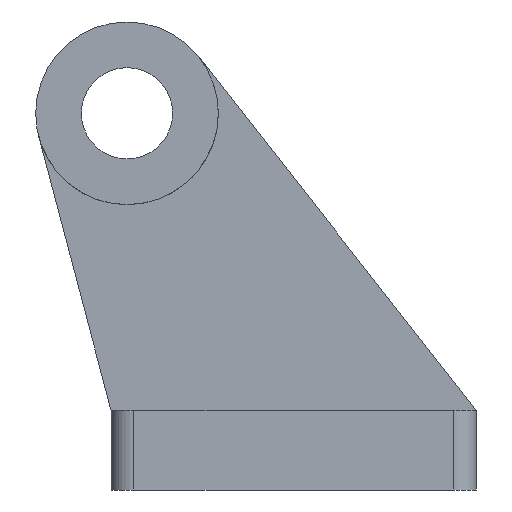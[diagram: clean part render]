
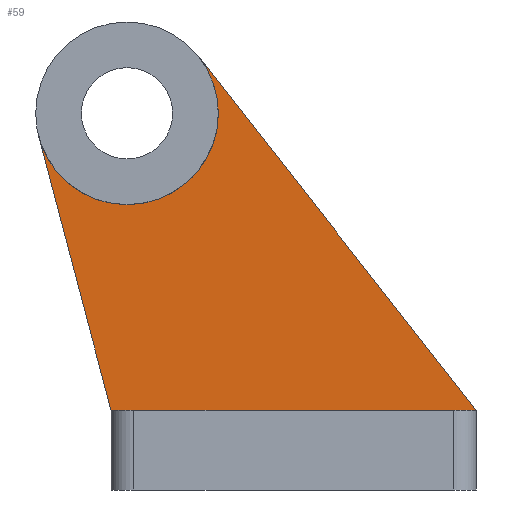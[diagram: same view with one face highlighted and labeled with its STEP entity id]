
A CAD part, front view. The second image highlights one B-rep face of the part: STEP entity #59.
In plain terms, the highlighted planar face has unit normal (0, -1, 0).
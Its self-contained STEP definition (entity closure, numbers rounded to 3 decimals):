
#4 = CARTESIAN_POINT ( 'NONE',  ( 160., 81., 35. ) ) ;
#20 = CARTESIAN_POINT ( 'NONE',  ( -31.671, 81., 154.775 ) ) ;
#22 = CIRCLE ( 'NONE', #797, 40. ) ;
#45 = ORIENTED_EDGE ( 'NONE', *, *, #432, .F. ) ;
#59 = ADVANCED_FACE ( 'NONE', ( #897 ), #794, .F. ) ;
#62 = CARTESIAN_POINT ( 'NONE',  ( -140.309, 81., 35. ) ) ;
#93 = VERTEX_POINT ( 'NONE', #870 ) ;
#97 = DIRECTION ( 'NONE',  ( 0., -1., 0. ) ) ;
#160 = CARTESIAN_POINT ( 'NONE',  ( 7., 81., 165. ) ) ;
#167 = EDGE_CURVE ( 'NONE', #607, #406, #22, .T. ) ;
#169 = LINE ( 'NONE', #809, #695 ) ;
#282 = CARTESIAN_POINT ( 'NONE',  ( 7., 81., 125. ) ) ;
#291 = ORIENTED_EDGE ( 'NONE', *, *, #369, .F. ) ;
#296 = VECTOR ( 'NONE', #676, 1000. ) ;
#304 = DIRECTION ( 'NONE',  ( 0., -1., 0. ) ) ;
#345 = EDGE_LOOP ( 'NONE', ( #689, #45, #291, #604, #359 ) ) ;
#350 = LINE ( 'NONE', #892, #389 ) ;
#355 = DIRECTION ( 'NONE',  ( 0., 1., 0. ) ) ;
#359 = ORIENTED_EDGE ( 'NONE', *, *, #538, .F. ) ;
#367 = AXIS2_PLACEMENT_3D ( 'NONE', #937, #355, #802 ) ;
#369 = EDGE_CURVE ( 'NONE', #502, #724, #523, .T. ) ;
#389 = VECTOR ( 'NONE', #888, 1000. ) ;
#396 = AXIS2_PLACEMENT_3D ( 'NONE', #160, #97, #688 ) ;
#406 = VERTEX_POINT ( 'NONE', #282 ) ;
#432 = EDGE_CURVE ( 'NONE', #724, #607, #350, .T. ) ;
#477 = DIRECTION ( 'NONE',  ( 0., 0., 1. ) ) ;
#489 = CARTESIAN_POINT ( 'NONE',  ( 7., 81., 165. ) ) ;
#502 = VERTEX_POINT ( 'NONE', #4 ) ;
#523 = LINE ( 'NONE', #62, #296 ) ;
#538 = EDGE_CURVE ( 'NONE', #406, #93, #609, .T. ) ;
#604 = ORIENTED_EDGE ( 'NONE', *, *, #926, .T. ) ;
#607 = VERTEX_POINT ( 'NONE', #20 ) ;
#609 = CIRCLE ( 'NONE', #396, 40. ) ;
#676 = DIRECTION ( 'NONE',  ( -1., 0., 0. ) ) ;
#688 = DIRECTION ( 'NONE',  ( 0., 0., 1. ) ) ;
#689 = ORIENTED_EDGE ( 'NONE', *, *, #167, .F. ) ;
#695 = VECTOR ( 'NONE', #879, 1000. ) ;
#697 = CARTESIAN_POINT ( 'NONE',  ( 0., 81., 35. ) ) ;
#724 = VERTEX_POINT ( 'NONE', #697 ) ;
#794 = PLANE ( 'NONE',  #367 ) ;
#797 = AXIS2_PLACEMENT_3D ( 'NONE', #489, #304, #477 ) ;
#802 = DIRECTION ( 'NONE',  ( 0., 0., 1. ) ) ;
#809 = CARTESIAN_POINT ( 'NONE',  ( 5.977, 81., 231.05 ) ) ;
#870 = CARTESIAN_POINT ( 'NONE',  ( 38.454, 81., 189.711 ) ) ;
#879 = DIRECTION ( 'NONE',  ( -0.618, 0., 0.786 ) ) ;
#888 = DIRECTION ( 'NONE',  ( -0.256, 0., 0.967 ) ) ;
#892 = CARTESIAN_POINT ( 'NONE',  ( -29.218, 81., 145.497 ) ) ;
#897 = FACE_OUTER_BOUND ( 'NONE', #345, .T. ) ;
#926 = EDGE_CURVE ( 'NONE', #502, #93, #169, .T. ) ;
#937 = CARTESIAN_POINT ( 'NONE',  ( -140.309, 81., 116.123 ) ) ;
